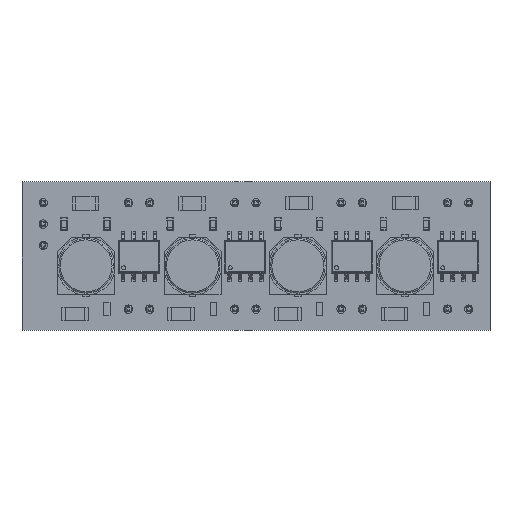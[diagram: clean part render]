
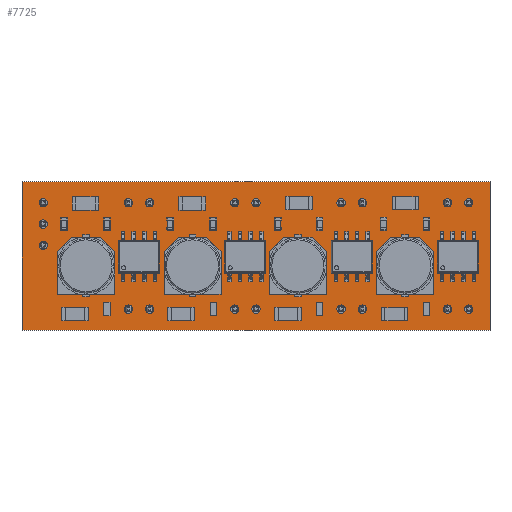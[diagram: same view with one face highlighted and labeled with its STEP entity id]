
A CAD part, top view. The second image highlights one B-rep face of the part: STEP entity #7725.
In plain terms, the highlighted planar face has unit normal (0, 0, 1).
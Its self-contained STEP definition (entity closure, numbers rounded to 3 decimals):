
#127=CIRCLE('',#8480,0.5);
#128=CIRCLE('',#8481,0.5);
#129=CIRCLE('',#8482,0.5);
#130=CIRCLE('',#8483,0.5);
#131=CIRCLE('',#8484,0.5);
#132=CIRCLE('',#8485,0.5);
#133=CIRCLE('',#8486,0.5);
#134=CIRCLE('',#8487,0.5);
#135=CIRCLE('',#8488,0.5);
#136=CIRCLE('',#8489,0.5);
#137=CIRCLE('',#8490,0.5);
#138=CIRCLE('',#8491,0.5);
#139=CIRCLE('',#8492,0.5);
#140=CIRCLE('',#8493,0.5);
#141=CIRCLE('',#8494,0.5);
#142=CIRCLE('',#8495,0.5);
#143=CIRCLE('',#8496,0.5);
#144=CIRCLE('',#8497,0.5);
#145=CIRCLE('',#8498,0.5);
#730=FACE_BOUND('',#1352,.T.);
#731=FACE_BOUND('',#1353,.T.);
#732=FACE_BOUND('',#1354,.T.);
#733=FACE_BOUND('',#1355,.T.);
#734=FACE_BOUND('',#1356,.T.);
#735=FACE_BOUND('',#1357,.T.);
#736=FACE_BOUND('',#1358,.T.);
#737=FACE_BOUND('',#1359,.T.);
#738=FACE_BOUND('',#1360,.T.);
#739=FACE_BOUND('',#1361,.T.);
#740=FACE_BOUND('',#1362,.T.);
#741=FACE_BOUND('',#1363,.T.);
#742=FACE_BOUND('',#1364,.T.);
#743=FACE_BOUND('',#1365,.T.);
#744=FACE_BOUND('',#1366,.T.);
#745=FACE_BOUND('',#1367,.T.);
#746=FACE_BOUND('',#1368,.T.);
#747=FACE_BOUND('',#1369,.T.);
#748=FACE_BOUND('',#1370,.T.);
#883=FACE_OUTER_BOUND('',#1351,.T.);
#1351=EDGE_LOOP('',(#5697,#5698,#5699,#5700));
#1352=EDGE_LOOP('',(#5701));
#1353=EDGE_LOOP('',(#5702));
#1354=EDGE_LOOP('',(#5703));
#1355=EDGE_LOOP('',(#5704));
#1356=EDGE_LOOP('',(#5705));
#1357=EDGE_LOOP('',(#5706));
#1358=EDGE_LOOP('',(#5707));
#1359=EDGE_LOOP('',(#5708));
#1360=EDGE_LOOP('',(#5709));
#1361=EDGE_LOOP('',(#5710));
#1362=EDGE_LOOP('',(#5711));
#1363=EDGE_LOOP('',(#5712));
#1364=EDGE_LOOP('',(#5713));
#1365=EDGE_LOOP('',(#5714));
#1366=EDGE_LOOP('',(#5715));
#1367=EDGE_LOOP('',(#5716));
#1368=EDGE_LOOP('',(#5717));
#1369=EDGE_LOOP('',(#5718));
#1370=EDGE_LOOP('',(#5719));
#1982=LINE('',#11991,#2841);
#1986=LINE('',#11999,#2845);
#1988=LINE('',#12003,#2847);
#1992=LINE('',#12048,#2851);
#2841=VECTOR('',#9638,1.);
#2845=VECTOR('',#9644,1.);
#2847=VECTOR('',#9648,1.);
#2851=VECTOR('',#9694,1.);
#3586=VERTEX_POINT('',#11988);
#3587=VERTEX_POINT('',#11990);
#3590=VERTEX_POINT('',#11997);
#3591=VERTEX_POINT('',#12002);
#3612=VERTEX_POINT('',#12049);
#3613=VERTEX_POINT('',#12051);
#3614=VERTEX_POINT('',#12053);
#3615=VERTEX_POINT('',#12055);
#3616=VERTEX_POINT('',#12057);
#3617=VERTEX_POINT('',#12059);
#3618=VERTEX_POINT('',#12061);
#3619=VERTEX_POINT('',#12063);
#3620=VERTEX_POINT('',#12065);
#3621=VERTEX_POINT('',#12067);
#3622=VERTEX_POINT('',#12069);
#3623=VERTEX_POINT('',#12071);
#3624=VERTEX_POINT('',#12073);
#3625=VERTEX_POINT('',#12075);
#3626=VERTEX_POINT('',#12077);
#3627=VERTEX_POINT('',#12079);
#3628=VERTEX_POINT('',#12081);
#3629=VERTEX_POINT('',#12083);
#3630=VERTEX_POINT('',#12085);
#4348=EDGE_CURVE('',#3586,#3587,#1982,.T.);
#4352=EDGE_CURVE('',#3590,#3586,#1986,.T.);
#4354=EDGE_CURVE('',#3587,#3591,#1988,.T.);
#4377=EDGE_CURVE('',#3591,#3590,#1992,.T.);
#4378=EDGE_CURVE('',#3612,#3612,#127,.T.);
#4379=EDGE_CURVE('',#3613,#3613,#128,.T.);
#4380=EDGE_CURVE('',#3614,#3614,#129,.T.);
#4381=EDGE_CURVE('',#3615,#3615,#130,.T.);
#4382=EDGE_CURVE('',#3616,#3616,#131,.T.);
#4383=EDGE_CURVE('',#3617,#3617,#132,.T.);
#4384=EDGE_CURVE('',#3618,#3618,#133,.T.);
#4385=EDGE_CURVE('',#3619,#3619,#134,.T.);
#4386=EDGE_CURVE('',#3620,#3620,#135,.T.);
#4387=EDGE_CURVE('',#3621,#3621,#136,.T.);
#4388=EDGE_CURVE('',#3622,#3622,#137,.T.);
#4389=EDGE_CURVE('',#3623,#3623,#138,.T.);
#4390=EDGE_CURVE('',#3624,#3624,#139,.T.);
#4391=EDGE_CURVE('',#3625,#3625,#140,.T.);
#4392=EDGE_CURVE('',#3626,#3626,#141,.T.);
#4393=EDGE_CURVE('',#3627,#3627,#142,.T.);
#4394=EDGE_CURVE('',#3628,#3628,#143,.T.);
#4395=EDGE_CURVE('',#3629,#3629,#144,.T.);
#4396=EDGE_CURVE('',#3630,#3630,#145,.T.);
#5697=ORIENTED_EDGE('',*,*,#4348,.F.);
#5698=ORIENTED_EDGE('',*,*,#4352,.F.);
#5699=ORIENTED_EDGE('',*,*,#4377,.F.);
#5700=ORIENTED_EDGE('',*,*,#4354,.F.);
#5701=ORIENTED_EDGE('',*,*,#4378,.F.);
#5702=ORIENTED_EDGE('',*,*,#4379,.F.);
#5703=ORIENTED_EDGE('',*,*,#4380,.F.);
#5704=ORIENTED_EDGE('',*,*,#4381,.F.);
#5705=ORIENTED_EDGE('',*,*,#4382,.F.);
#5706=ORIENTED_EDGE('',*,*,#4383,.F.);
#5707=ORIENTED_EDGE('',*,*,#4384,.F.);
#5708=ORIENTED_EDGE('',*,*,#4385,.F.);
#5709=ORIENTED_EDGE('',*,*,#4386,.F.);
#5710=ORIENTED_EDGE('',*,*,#4387,.F.);
#5711=ORIENTED_EDGE('',*,*,#4388,.F.);
#5712=ORIENTED_EDGE('',*,*,#4389,.F.);
#5713=ORIENTED_EDGE('',*,*,#4390,.F.);
#5714=ORIENTED_EDGE('',*,*,#4391,.F.);
#5715=ORIENTED_EDGE('',*,*,#4392,.F.);
#5716=ORIENTED_EDGE('',*,*,#4393,.F.);
#5717=ORIENTED_EDGE('',*,*,#4394,.F.);
#5718=ORIENTED_EDGE('',*,*,#4395,.F.);
#5719=ORIENTED_EDGE('',*,*,#4396,.F.);
#7216=PLANE('',#8479);
#7725=ADVANCED_FACE('',(#883,#730,#731,#732,#733,#734,#735,#736,#737,#738,
#739,#740,#741,#742,#743,#744,#745,#746,#747,#748),#7216,.F.);
#8479=AXIS2_PLACEMENT_3D('',#12047,#9692,#9693);
#8480=AXIS2_PLACEMENT_3D('',#12050,#9695,#9696);
#8481=AXIS2_PLACEMENT_3D('',#12052,#9697,#9698);
#8482=AXIS2_PLACEMENT_3D('',#12054,#9699,#9700);
#8483=AXIS2_PLACEMENT_3D('',#12056,#9701,#9702);
#8484=AXIS2_PLACEMENT_3D('',#12058,#9703,#9704);
#8485=AXIS2_PLACEMENT_3D('',#12060,#9705,#9706);
#8486=AXIS2_PLACEMENT_3D('',#12062,#9707,#9708);
#8487=AXIS2_PLACEMENT_3D('',#12064,#9709,#9710);
#8488=AXIS2_PLACEMENT_3D('',#12066,#9711,#9712);
#8489=AXIS2_PLACEMENT_3D('',#12068,#9713,#9714);
#8490=AXIS2_PLACEMENT_3D('',#12070,#9715,#9716);
#8491=AXIS2_PLACEMENT_3D('',#12072,#9717,#9718);
#8492=AXIS2_PLACEMENT_3D('',#12074,#9719,#9720);
#8493=AXIS2_PLACEMENT_3D('',#12076,#9721,#9722);
#8494=AXIS2_PLACEMENT_3D('',#12078,#9723,#9724);
#8495=AXIS2_PLACEMENT_3D('',#12080,#9725,#9726);
#8496=AXIS2_PLACEMENT_3D('',#12082,#9727,#9728);
#8497=AXIS2_PLACEMENT_3D('',#12084,#9729,#9730);
#8498=AXIS2_PLACEMENT_3D('',#12086,#9731,#9732);
#9638=DIRECTION('',(1.,0.,0.));
#9644=DIRECTION('',(0.,1.,0.));
#9648=DIRECTION('',(0.,-1.,0.));
#9692=DIRECTION('center_axis',(0.,0.,-1.));
#9693=DIRECTION('ref_axis',(-1.,0.,0.));
#9694=DIRECTION('',(-1.,0.,0.));
#9695=DIRECTION('center_axis',(0.,0.,1.));
#9696=DIRECTION('ref_axis',(1.,0.,0.));
#9697=DIRECTION('center_axis',(0.,0.,1.));
#9698=DIRECTION('ref_axis',(1.,0.,0.));
#9699=DIRECTION('center_axis',(0.,0.,1.));
#9700=DIRECTION('ref_axis',(1.,0.,0.));
#9701=DIRECTION('center_axis',(0.,0.,1.));
#9702=DIRECTION('ref_axis',(1.,0.,0.));
#9703=DIRECTION('center_axis',(0.,0.,1.));
#9704=DIRECTION('ref_axis',(1.,0.,0.));
#9705=DIRECTION('center_axis',(0.,0.,1.));
#9706=DIRECTION('ref_axis',(1.,0.,0.));
#9707=DIRECTION('center_axis',(0.,0.,1.));
#9708=DIRECTION('ref_axis',(1.,0.,0.));
#9709=DIRECTION('center_axis',(0.,0.,1.));
#9710=DIRECTION('ref_axis',(1.,0.,0.));
#9711=DIRECTION('center_axis',(0.,0.,1.));
#9712=DIRECTION('ref_axis',(1.,0.,0.));
#9713=DIRECTION('center_axis',(0.,0.,1.));
#9714=DIRECTION('ref_axis',(1.,0.,0.));
#9715=DIRECTION('center_axis',(0.,0.,1.));
#9716=DIRECTION('ref_axis',(1.,0.,0.));
#9717=DIRECTION('center_axis',(0.,0.,1.));
#9718=DIRECTION('ref_axis',(1.,0.,0.));
#9719=DIRECTION('center_axis',(0.,0.,1.));
#9720=DIRECTION('ref_axis',(1.,0.,0.));
#9721=DIRECTION('center_axis',(0.,0.,1.));
#9722=DIRECTION('ref_axis',(1.,0.,0.));
#9723=DIRECTION('center_axis',(0.,0.,1.));
#9724=DIRECTION('ref_axis',(1.,0.,0.));
#9725=DIRECTION('center_axis',(0.,0.,1.));
#9726=DIRECTION('ref_axis',(1.,0.,0.));
#9727=DIRECTION('center_axis',(0.,0.,1.));
#9728=DIRECTION('ref_axis',(1.,0.,0.));
#9729=DIRECTION('center_axis',(0.,0.,1.));
#9730=DIRECTION('ref_axis',(1.,0.,0.));
#9731=DIRECTION('center_axis',(0.,0.,1.));
#9732=DIRECTION('ref_axis',(1.,0.,0.));
#11988=CARTESIAN_POINT('',(88.9,-124.46,1.6));
#11990=CARTESIAN_POINT('',(144.78,-124.46,1.6));
#11991=CARTESIAN_POINT('',(88.9,-124.46,1.6));
#11997=CARTESIAN_POINT('',(88.9,-142.24,1.6));
#11999=CARTESIAN_POINT('',(88.9,-142.24,1.6));
#12002=CARTESIAN_POINT('',(144.78,-142.24,1.6));
#12003=CARTESIAN_POINT('',(144.78,-124.46,1.6));
#12047=CARTESIAN_POINT('Origin',(116.84,-133.35,1.6));
#12048=CARTESIAN_POINT('',(144.78,-142.24,1.6));
#12049=CARTESIAN_POINT('',(90.94,-132.08,1.6));
#12050=CARTESIAN_POINT('Origin',(91.44,-132.08,1.6));
#12051=CARTESIAN_POINT('',(103.64,-139.7,1.6));
#12052=CARTESIAN_POINT('Origin',(104.14,-139.7,1.6));
#12053=CARTESIAN_POINT('',(101.1,-139.7,1.6));
#12054=CARTESIAN_POINT('Origin',(101.6,-139.7,1.6));
#12055=CARTESIAN_POINT('',(113.8,-139.7,1.6));
#12056=CARTESIAN_POINT('Origin',(114.3,-139.7,1.6));
#12057=CARTESIAN_POINT('',(141.74,-139.7,1.6));
#12058=CARTESIAN_POINT('Origin',(142.24,-139.7,1.6));
#12059=CARTESIAN_POINT('',(139.2,-139.7,1.6));
#12060=CARTESIAN_POINT('Origin',(139.7,-139.7,1.6));
#12061=CARTESIAN_POINT('',(126.5,-139.7,1.6));
#12062=CARTESIAN_POINT('Origin',(127.,-139.7,1.6));
#12063=CARTESIAN_POINT('',(129.04,-139.7,1.6));
#12064=CARTESIAN_POINT('Origin',(129.54,-139.7,1.6));
#12065=CARTESIAN_POINT('',(116.34,-139.7,1.6));
#12066=CARTESIAN_POINT('Origin',(116.84,-139.7,1.6));
#12067=CARTESIAN_POINT('',(90.94,-127.,1.6));
#12068=CARTESIAN_POINT('Origin',(91.44,-127.,1.6));
#12069=CARTESIAN_POINT('',(101.1,-127.,1.6));
#12070=CARTESIAN_POINT('Origin',(101.6,-127.,1.6));
#12071=CARTESIAN_POINT('',(103.64,-127.,1.6));
#12072=CARTESIAN_POINT('Origin',(104.14,-127.,1.6));
#12073=CARTESIAN_POINT('',(129.04,-127.,1.6));
#12074=CARTESIAN_POINT('Origin',(129.54,-127.,1.6));
#12075=CARTESIAN_POINT('',(126.5,-127.,1.6));
#12076=CARTESIAN_POINT('Origin',(127.,-127.,1.6));
#12077=CARTESIAN_POINT('',(113.8,-127.,1.6));
#12078=CARTESIAN_POINT('Origin',(114.3,-127.,1.6));
#12079=CARTESIAN_POINT('',(116.34,-127.,1.6));
#12080=CARTESIAN_POINT('Origin',(116.84,-127.,1.6));
#12081=CARTESIAN_POINT('',(139.2,-127.,1.6));
#12082=CARTESIAN_POINT('Origin',(139.7,-127.,1.6));
#12083=CARTESIAN_POINT('',(141.74,-127.,1.6));
#12084=CARTESIAN_POINT('Origin',(142.24,-127.,1.6));
#12085=CARTESIAN_POINT('',(90.94,-129.54,1.6));
#12086=CARTESIAN_POINT('Origin',(91.44,-129.54,1.6));
